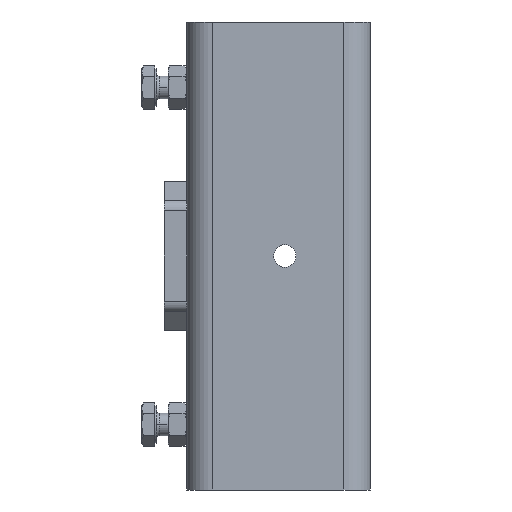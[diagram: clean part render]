
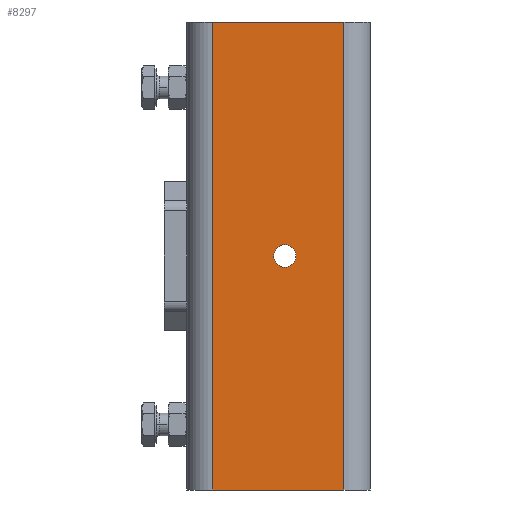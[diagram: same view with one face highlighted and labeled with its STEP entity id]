
A CAD part, left-side view. The second image highlights one B-rep face of the part: STEP entity #8297.
In plain terms, the highlighted planar face has unit normal (-1, 0, 0).
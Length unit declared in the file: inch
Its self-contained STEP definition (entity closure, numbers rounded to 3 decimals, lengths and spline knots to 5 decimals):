
#120 = VERTEX_POINT ( 'NONE', #7255 ) ;
#387 = DIRECTION ( 'NONE',  ( 0., 1., 0. ) ) ;
#738 = VECTOR ( 'NONE', #5431, 39.37008 ) ;
#777 = VERTEX_POINT ( 'NONE', #11365 ) ;
#868 = DIRECTION ( 'NONE',  ( 0., 1., 0. ) ) ;
#920 = EDGE_CURVE ( 'NONE', #5601, #120, #3404, .T. ) ;
#1068 = CIRCLE ( 'NONE', #8043, 0.11811 ) ;
#1408 = CARTESIAN_POINT ( 'NONE',  ( -0.97047, -0.06628, 0. ) ) ;
#1575 = CARTESIAN_POINT ( 'NONE',  ( -0.97047, 0.68898, 2.46063 ) ) ;
#1690 = CARTESIAN_POINT ( 'NONE',  ( -0.97047, -0.18439, 0. ) ) ;
#1720 = CARTESIAN_POINT ( 'NONE',  ( -0.97047, -0.06628, 0. ) ) ;
#1987 = EDGE_CURVE ( 'NONE', #4592, #3563, #1068, .T. ) ;
#2225 = AXIS2_PLACEMENT_3D ( 'NONE', #4426, #8062, #5451 ) ;
#2459 = ORIENTED_EDGE ( 'NONE', *, *, #1987, .T. ) ;
#2577 = LINE ( 'NONE', #3732, #738 ) ;
#2693 = DIRECTION ( 'NONE',  ( 0., 0., -1. ) ) ;
#2734 = VERTEX_POINT ( 'NONE', #5014 ) ;
#2858 = EDGE_CURVE ( 'NONE', #3563, #4592, #3997, .T. ) ;
#3118 = EDGE_CURVE ( 'NONE', #2734, #5601, #4147, .T. ) ;
#3404 = LINE ( 'NONE', #1575, #4164 ) ;
#3563 = VERTEX_POINT ( 'NONE', #3627 ) ;
#3613 = LINE ( 'NONE', #7303, #6764 ) ;
#3627 = CARTESIAN_POINT ( 'NONE',  ( -0.97047, 0.05183, 0. ) ) ;
#3732 = CARTESIAN_POINT ( 'NONE',  ( -0.97047, 0.80709, 2.46063 ) ) ;
#3885 = EDGE_CURVE ( 'NONE', #777, #120, #2577, .T. ) ;
#3976 = EDGE_CURVE ( 'NONE', #777, #2734, #3613, .T. ) ;
#3997 = CIRCLE ( 'NONE', #11886, 0.11811 ) ;
#4147 = LINE ( 'NONE', #5051, #8159 ) ;
#4164 = VECTOR ( 'NONE', #8970, 39.37008 ) ;
#4316 = CARTESIAN_POINT ( 'NONE',  ( -0.97047, 0.68898, -2.46063 ) ) ;
#4426 = CARTESIAN_POINT ( 'NONE',  ( -0.97047, 0.80709, 2.46063 ) ) ;
#4592 = VERTEX_POINT ( 'NONE', #1690 ) ;
#5014 = CARTESIAN_POINT ( 'NONE',  ( -0.97047, -0.68898, -2.46063 ) ) ;
#5051 = CARTESIAN_POINT ( 'NONE',  ( -0.97047, 0.80709, -2.46063 ) ) ;
#5222 = ORIENTED_EDGE ( 'NONE', *, *, #2858, .T. ) ;
#5270 = FACE_OUTER_BOUND ( 'NONE', #5325, .T. ) ;
#5325 = EDGE_LOOP ( 'NONE', ( #7835, #10799, #10502, #11506 ) ) ;
#5327 = PLANE ( 'NONE',  #2225 ) ;
#5431 = DIRECTION ( 'NONE',  ( 0., 1., 0. ) ) ;
#5451 = DIRECTION ( 'NONE',  ( 0., 1., 0. ) ) ;
#5601 = VERTEX_POINT ( 'NONE', #4316 ) ;
#5942 = EDGE_LOOP ( 'NONE', ( #5222, #2459 ) ) ;
#6764 = VECTOR ( 'NONE', #2693, 39.37008 ) ;
#7058 = DIRECTION ( 'NONE',  ( 0., 1., 0. ) ) ;
#7255 = CARTESIAN_POINT ( 'NONE',  ( -0.97047, 0.68898, 2.46063 ) ) ;
#7303 = CARTESIAN_POINT ( 'NONE',  ( -0.97047, -0.68898, 2.46063 ) ) ;
#7835 = ORIENTED_EDGE ( 'NONE', *, *, #920, .F. ) ;
#8043 = AXIS2_PLACEMENT_3D ( 'NONE', #1408, #8243, #7058 ) ;
#8062 = DIRECTION ( 'NONE',  ( 1., 0., 0. ) ) ;
#8159 = VECTOR ( 'NONE', #387, 39.37008 ) ;
#8243 = DIRECTION ( 'NONE',  ( 1., 0., 0. ) ) ;
#8297 = ADVANCED_FACE ( 'NONE', ( #11774, #5270 ), #5327, .F. ) ;
#8970 = DIRECTION ( 'NONE',  ( 0., 0., 1. ) ) ;
#10502 = ORIENTED_EDGE ( 'NONE', *, *, #3976, .F. ) ;
#10799 = ORIENTED_EDGE ( 'NONE', *, *, #3118, .F. ) ;
#11365 = CARTESIAN_POINT ( 'NONE',  ( -0.97047, -0.68898, 2.46063 ) ) ;
#11506 = ORIENTED_EDGE ( 'NONE', *, *, #3885, .T. ) ;
#11774 = FACE_BOUND ( 'NONE', #5942, .T. ) ;
#11813 = DIRECTION ( 'NONE',  ( 1., 0., 0. ) ) ;
#11886 = AXIS2_PLACEMENT_3D ( 'NONE', #1720, #11813, #868 ) ;
